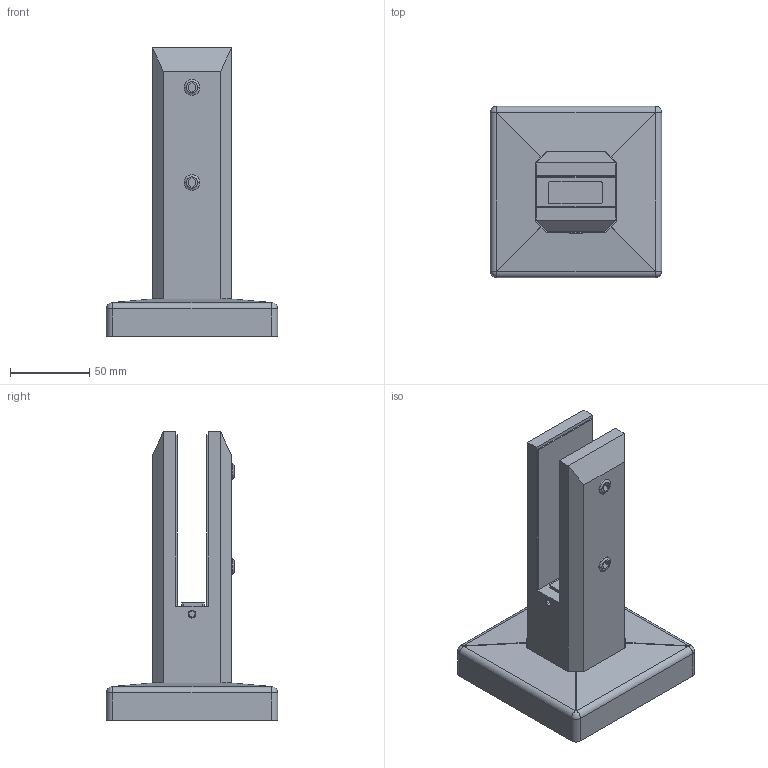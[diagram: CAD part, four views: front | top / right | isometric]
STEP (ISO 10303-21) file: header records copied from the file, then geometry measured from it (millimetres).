
FILE_DESCRIPTION (( 'STEP AP203' ), '1' );
FILE_NAME ('A14_6210-000.STEP', '2023-11-03T14:26:51', ( '' ), ( '' ), 'SwSTEP 2.0', 'SolidWorks 2019', '' );
FILE_SCHEMA (( 'CONFIG_CONTROL_DESIGN' ));
Length unit declared in the file: millimetre
Products named in the file (13): A14-4511-050-B; A14_6210-000.P1; A14_6210-000; A14_6210-000 zvarenec; O-kruzok 32x2; A14_6210-000.P2; Tanier; A14_6210-000.P4; Díl1^A14_6210-000; Skrutka DIN 913_SKRUTKA M 8X16; Jazycek; Skrutka DIN 913_SKRUTKA M10X12; Skrutka DIN 913_SKRUTKA M 6X12
Assembly tree (18 placements, depth 3):
  A14_6210-000
    A14_6210-000 zvarenec
      A14_6210-000.P1
      A14_6210-000.P2
    Tanier  x2
    O-kruzok 32x2  x2
    Skrutka DIN 913_SKRUTKA M10X12  x2
    Jazycek
    Skrutka DIN 913_SKRUTKA M 6X12
    Skrutka DIN 913_SKRUTKA M 8X16  x4
    A14_6210-000.P4  x2
    A14-4511-050-B
  Díl1^A14_6210-000
Bounding box: 108 x 108 x 182 mm (x, y, z)
Volume: 288707.5 mm3; surface area: 146749 mm2
Topology: 17 solids, 17 shells, 484 faces, 1141 edges, 702 vertices
Faces by surface type: plane 205, cylinder 187, cone 48, torus 32, sphere 10, bspline 2
Entity records: 13225 total; most frequent: DIRECTION 2165, CARTESIAN_POINT 2068, ORIENTED_EDGE 1906, EDGE_CURVE 953, AXIS2_PLACEMENT_3D 806, VERTEX_POINT 593, LINE 553, VECTOR 553
